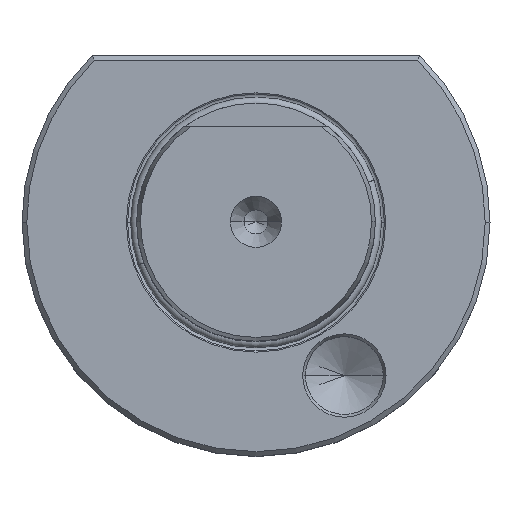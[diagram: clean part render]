
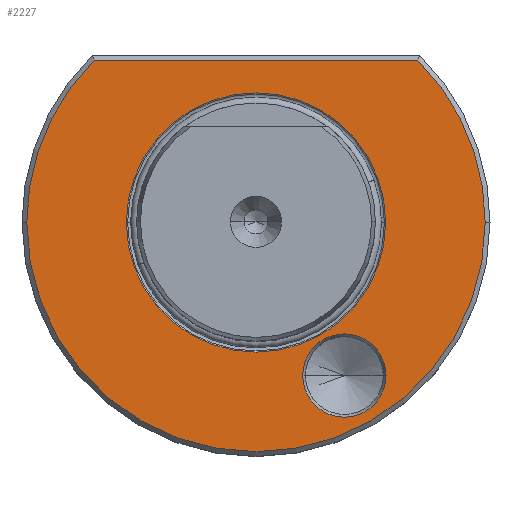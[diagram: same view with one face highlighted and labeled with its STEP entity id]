
A CAD part, top view. The second image highlights one B-rep face of the part: STEP entity #2227.
In plain terms, the highlighted planar face has unit normal (0, 0, 1).
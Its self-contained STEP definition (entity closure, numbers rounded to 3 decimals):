
#50 = EDGE_CURVE ( 'NONE', #1873, #1757, #1191, .T. ) ;
#79 = EDGE_CURVE ( 'NONE', #1808, #1744, #1188, .T. ) ;
#92 = EDGE_CURVE ( 'NONE', #1738, #1776, #1241, .T. ) ;
#103 = EDGE_CURVE ( 'NONE', #1741, #1873, #1211, .T. ) ;
#136 = EDGE_CURVE ( 'NONE', #1776, #1738, #1314, .T. ) ;
#141 = EDGE_CURVE ( 'NONE', #1750, #1741, #1311, .T. ) ;
#149 = EDGE_CURVE ( 'NONE', #1757, #1750, #1302, .T. ) ;
#165 = AXIS2_PLACEMENT_3D ( 'NONE', #2387, #2370, #2372 ) ;
#166 = AXIS2_PLACEMENT_3D ( 'NONE', #3064, #3091, #3071 ) ;
#172 = AXIS2_PLACEMENT_3D ( 'NONE', #2504, #2523, #2520 ) ;
#173 = AXIS2_PLACEMENT_3D ( 'NONE', #2570, #2545, #2567 ) ;
#193 = AXIS2_PLACEMENT_3D ( 'NONE', #2514, #2494, #2497 ) ;
#200 = AXIS2_PLACEMENT_3D ( 'NONE', #2386, #2388, #2398 ) ;
#220 = AXIS2_PLACEMENT_3D ( 'NONE', #2659, #2671, #2682 ) ;
#230 = AXIS2_PLACEMENT_3D ( 'NONE', #527, #505, #528 ) ;
#431 = CARTESIAN_POINT ( 'NONE',  ( -33.882, 34., -78. ) ) ;
#505 = DIRECTION ( 'NONE',  ( 0., 0., 1. ) ) ;
#526 = PLANE ( 'NONE',  #230 ) ;
#527 = CARTESIAN_POINT ( 'NONE',  ( 0., 27.15, -78. ) ) ;
#528 = DIRECTION ( 'NONE',  ( 1., 0., 0. ) ) ;
#848 = CARTESIAN_POINT ( 'NONE',  ( 27.227, -32.043, -78. ) ) ;
#875 = CARTESIAN_POINT ( 'NONE',  ( -27.15, 0., -78. ) ) ;
#885 = CARTESIAN_POINT ( 'NONE',  ( -48., 0., -78. ) ) ;
#921 = EDGE_CURVE ( 'NONE', #1744, #1808, #1371, .T. ) ;
#1065 = EDGE_LOOP ( 'NONE', ( #2084, #2098, #2088, #2095 ) ) ;
#1091 = EDGE_LOOP ( 'NONE', ( #2046, #2048 ) ) ;
#1107 = EDGE_LOOP ( 'NONE', ( #2049, #2105 ) ) ;
#1188 = CIRCLE ( 'NONE', #165, 27.15 ) ;
#1191 = CIRCLE ( 'NONE', #166, 48. ) ;
#1211 = LINE ( 'NONE', #2412, #1229 ) ;
#1229 = VECTOR ( 'NONE', #2413, 1000. ) ;
#1241 = CIRCLE ( 'NONE', #200, 8.727 ) ;
#1302 = CIRCLE ( 'NONE', #173, 48. ) ;
#1311 = CIRCLE ( 'NONE', #193, 48. ) ;
#1314 = CIRCLE ( 'NONE', #172, 8.727 ) ;
#1371 = CIRCLE ( 'NONE', #220, 27.15 ) ;
#1440 = FACE_BOUND ( 'NONE', #1091, .T. ) ;
#1453 = FACE_OUTER_BOUND ( 'NONE', #1065, .T. ) ;
#1459 = FACE_BOUND ( 'NONE', #1107, .T. ) ;
#1738 = VERTEX_POINT ( 'NONE', #2782 ) ;
#1741 = VERTEX_POINT ( 'NONE', #2754 ) ;
#1744 = VERTEX_POINT ( 'NONE', #2784 ) ;
#1750 = VERTEX_POINT ( 'NONE', #2753 ) ;
#1757 = VERTEX_POINT ( 'NONE', #885 ) ;
#1776 = VERTEX_POINT ( 'NONE', #848 ) ;
#1808 = VERTEX_POINT ( 'NONE', #875 ) ;
#1873 = VERTEX_POINT ( 'NONE', #431 ) ;
#2046 = ORIENTED_EDGE ( 'NONE', *, *, #136, .T. ) ;
#2048 = ORIENTED_EDGE ( 'NONE', *, *, #92, .T. ) ;
#2049 = ORIENTED_EDGE ( 'NONE', *, *, #921, .T. ) ;
#2084 = ORIENTED_EDGE ( 'NONE', *, *, #50, .T. ) ;
#2088 = ORIENTED_EDGE ( 'NONE', *, *, #141, .T. ) ;
#2095 = ORIENTED_EDGE ( 'NONE', *, *, #103, .T. ) ;
#2098 = ORIENTED_EDGE ( 'NONE', *, *, #149, .T. ) ;
#2105 = ORIENTED_EDGE ( 'NONE', *, *, #79, .T. ) ;
#2227 = ADVANCED_FACE ( 'NONE', ( #1453, #1440, #1459 ), #526, .T. ) ;
#2370 = DIRECTION ( 'NONE',  ( 0., 0., -1. ) ) ;
#2372 = DIRECTION ( 'NONE',  ( -1., 0., 0. ) ) ;
#2386 = CARTESIAN_POINT ( 'NONE',  ( 18.5, -32.043, -78. ) ) ;
#2387 = CARTESIAN_POINT ( 'NONE',  ( 0., 0., -78. ) ) ;
#2388 = DIRECTION ( 'NONE',  ( 0., 0., -1. ) ) ;
#2398 = DIRECTION ( 'NONE',  ( 1., 0., 0. ) ) ;
#2412 = CARTESIAN_POINT ( 'NONE',  ( -34.293, 34., -78. ) ) ;
#2413 = DIRECTION ( 'NONE',  ( -1., 0., 0. ) ) ;
#2494 = DIRECTION ( 'NONE',  ( 0., 0., 1. ) ) ;
#2497 = DIRECTION ( 'NONE',  ( 1., 0., 0. ) ) ;
#2504 = CARTESIAN_POINT ( 'NONE',  ( 18.5, -32.043, -78. ) ) ;
#2514 = CARTESIAN_POINT ( 'NONE',  ( 0., 0., -78. ) ) ;
#2520 = DIRECTION ( 'NONE',  ( 1., 0., 0. ) ) ;
#2523 = DIRECTION ( 'NONE',  ( 0., 0., -1. ) ) ;
#2545 = DIRECTION ( 'NONE',  ( 0., 0., 1. ) ) ;
#2567 = DIRECTION ( 'NONE',  ( 1., 0., 0. ) ) ;
#2570 = CARTESIAN_POINT ( 'NONE',  ( 0., 0., -78. ) ) ;
#2659 = CARTESIAN_POINT ( 'NONE',  ( 0., 0., -78. ) ) ;
#2671 = DIRECTION ( 'NONE',  ( 0., 0., -1. ) ) ;
#2682 = DIRECTION ( 'NONE',  ( -1., 0., 0. ) ) ;
#2753 = CARTESIAN_POINT ( 'NONE',  ( 48., 0., -78. ) ) ;
#2754 = CARTESIAN_POINT ( 'NONE',  ( 33.882, 34., -78. ) ) ;
#2782 = CARTESIAN_POINT ( 'NONE',  ( 9.773, -32.043, -78. ) ) ;
#2784 = CARTESIAN_POINT ( 'NONE',  ( 27.15, 0., -78. ) ) ;
#3064 = CARTESIAN_POINT ( 'NONE',  ( 0., 0., -78. ) ) ;
#3071 = DIRECTION ( 'NONE',  ( 1., 0., 0. ) ) ;
#3091 = DIRECTION ( 'NONE',  ( 0., 0., 1. ) ) ;
